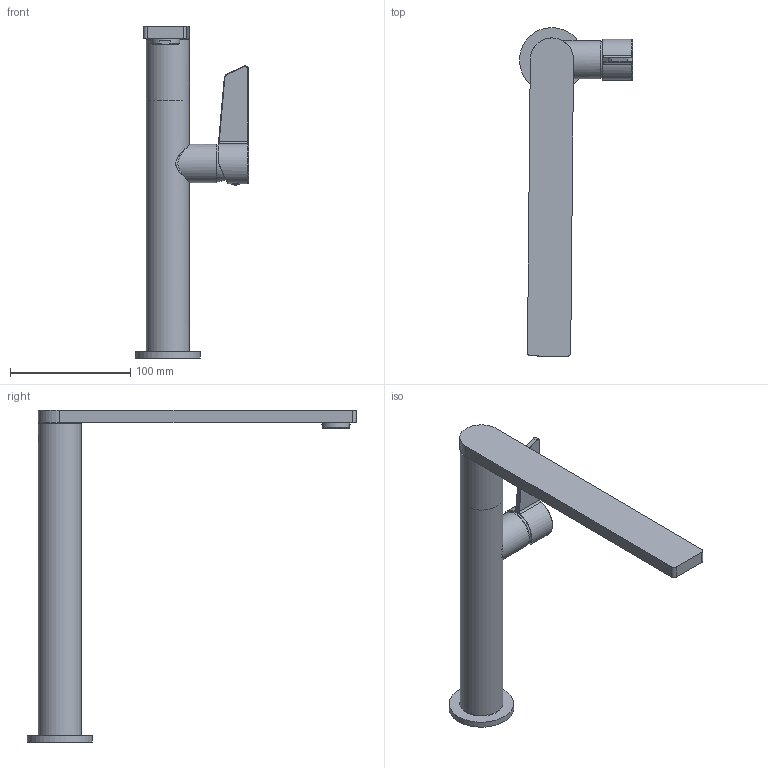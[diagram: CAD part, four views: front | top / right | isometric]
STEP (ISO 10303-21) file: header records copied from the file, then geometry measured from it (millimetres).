
FILE_DESCRIPTION (( 'STEP AP203' ), '1' );
FILE_NAME ('STEP38E303600.STEP', '2020-07-23T05:18:48', ( '' ), ( '' ), 'SwSTEP 2.0', 'SolidWorks 2018', '' );
FILE_SCHEMA (( 'CONFIG_CONTROL_DESIGN' ));
Length unit declared in the file: millimetre
Products named in the file (1): STEP38E303600
Bounding box: 94.12 x 274.12 x 276.5 mm (x, y, z)
Volume: 102861.7 mm3; surface area: 130282.6 mm2
Topology: 10 solids, 10 shells, 454 faces, 1215 edges, 801 vertices
Faces by surface type: plane 356, cylinder 64, cone 18, torus 9, bspline 6, sphere 1
Full cylindrical faces by diameter (mm): 4.2 x1, 5.5 x2, 7.5 x1, 14 x1, 15 x1, 16 x1, 17.1 x1, 17.75 x1, 18 x2, 19.97 x1, 20 x1, 20.1 x1, 20.88 x1, 21.1 x1, 21.5 x2, 22.5 x3, 23 x1, 23.5 x1, 23.9 x1, 24 x2, 24.5 x1, 25 x1, 25.5 x1, 26 x1, 26.1 x1, 26.9 x1, 28 x2, 31 x1, 32 x3, 32.1 x1
Entity records: 14957 total; most frequent: CARTESIAN_POINT 4304, ORIENTED_EDGE 2236, DIRECTION 1841, EDGE_CURVE 1118, VERTEX_POINT 777, EDGE_LOOP 663, VECTOR 643, LINE 643
